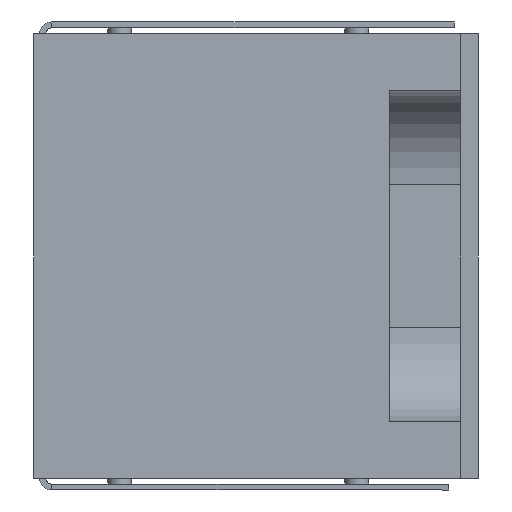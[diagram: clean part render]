
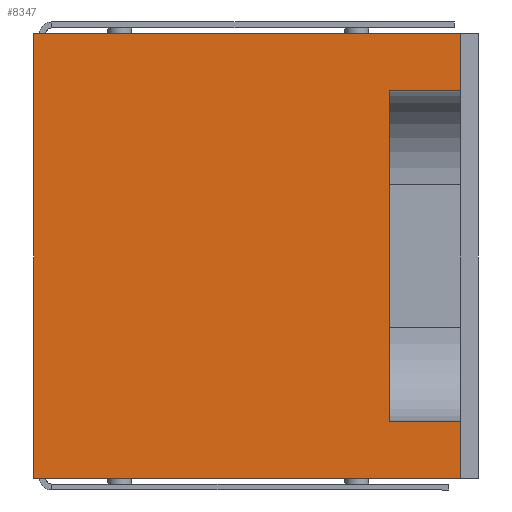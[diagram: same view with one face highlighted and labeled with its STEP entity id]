
A CAD part, left-side view. The second image highlights one B-rep face of the part: STEP entity #8347.
In plain terms, the highlighted planar face has unit normal (-1, 0, 0).
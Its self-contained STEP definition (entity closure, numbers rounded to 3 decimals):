
#771=PLANE('',#8941);
#1258=FACE_OUTER_BOUND('',#1764,.T.);
#1764=EDGE_LOOP('',(#7335,#7336,#7337,#7338,#7339,#7340,#7341,#7342));
#2207=LINE('',#24727,#2704);
#2211=LINE('',#24734,#2708);
#2212=LINE('',#24736,#2709);
#2213=LINE('',#24739,#2710);
#2217=LINE('',#24746,#2714);
#2234=LINE('',#35078,#2731);
#2253=LINE('',#35147,#2750);
#2254=LINE('',#35148,#2751);
#2704=VECTOR('',#10315,10.);
#2708=VECTOR('',#10321,10.);
#2709=VECTOR('',#10324,10.);
#2710=VECTOR('',#10327,10.);
#2714=VECTOR('',#10331,10.);
#2731=VECTOR('',#10458,10.);
#2750=VECTOR('',#10533,10.);
#2751=VECTOR('',#10534,10.);
#3620=VERTEX_POINT('',#24724);
#3621=VERTEX_POINT('',#24726);
#3622=VERTEX_POINT('',#24730);
#3623=VERTEX_POINT('',#24732);
#3624=VERTEX_POINT('',#24738);
#3627=VERTEX_POINT('',#24744);
#3655=VERTEX_POINT('',#35077);
#3677=VERTEX_POINT('',#35146);
#4775=EDGE_CURVE('',#3621,#3620,#2207,.T.);
#4779=EDGE_CURVE('',#3622,#3623,#2211,.T.);
#4780=EDGE_CURVE('',#3623,#3621,#2212,.T.);
#4781=EDGE_CURVE('',#3624,#3622,#2213,.T.);
#4785=EDGE_CURVE('',#3620,#3627,#2217,.T.);
#4878=EDGE_CURVE('',#3624,#3655,#2234,.T.);
#4913=EDGE_CURVE('',#3677,#3627,#2253,.T.);
#4914=EDGE_CURVE('',#3655,#3677,#2254,.T.);
#7335=ORIENTED_EDGE('',*,*,#4775,.T.);
#7336=ORIENTED_EDGE('',*,*,#4785,.T.);
#7337=ORIENTED_EDGE('',*,*,#4913,.F.);
#7338=ORIENTED_EDGE('',*,*,#4914,.F.);
#7339=ORIENTED_EDGE('',*,*,#4878,.F.);
#7340=ORIENTED_EDGE('',*,*,#4781,.T.);
#7341=ORIENTED_EDGE('',*,*,#4779,.T.);
#7342=ORIENTED_EDGE('',*,*,#4780,.T.);
#8347=ADVANCED_FACE('',(#1258),#771,.T.);
#8941=AXIS2_PLACEMENT_3D('',#35145,#10531,#10532);
#10315=DIRECTION('',(0.,-1.,0.));
#10321=DIRECTION('',(0.,1.,0.));
#10324=DIRECTION('',(0.,0.,1.));
#10327=DIRECTION('',(0.,0.,1.));
#10331=DIRECTION('',(0.,0.,1.));
#10458=DIRECTION('',(0.,1.,0.));
#10531=DIRECTION('center_axis',(-1.,0.,0.));
#10532=DIRECTION('ref_axis',(0.,-1.,0.));
#10533=DIRECTION('',(0.,-1.,0.));
#10534=DIRECTION('',(0.,0.,1.));
#24724=CARTESIAN_POINT('',(-95.5,-34.5,28.));
#24726=CARTESIAN_POINT('',(-95.5,-22.5,28.));
#24727=CARTESIAN_POINT('',(-95.5,1.5,28.));
#24730=CARTESIAN_POINT('',(-95.5,-34.5,-28.));
#24732=CARTESIAN_POINT('',(-95.5,-22.5,-28.));
#24734=CARTESIAN_POINT('',(-95.5,1.5,-28.));
#24736=CARTESIAN_POINT('',(-95.5,-22.5,0.));
#24738=CARTESIAN_POINT('',(-95.5,-34.5,-37.5));
#24739=CARTESIAN_POINT('',(-95.5,-34.5,0.));
#24744=CARTESIAN_POINT('',(-95.5,-34.5,37.5));
#24746=CARTESIAN_POINT('',(-95.5,-34.5,0.));
#35077=CARTESIAN_POINT('',(-95.5,37.5,-37.5));
#35078=CARTESIAN_POINT('',(-95.5,-37.5,-37.5));
#35145=CARTESIAN_POINT('Origin',(-95.5,37.5,0.));
#35146=CARTESIAN_POINT('',(-95.5,37.5,37.5));
#35147=CARTESIAN_POINT('',(-95.5,-37.5,37.5));
#35148=CARTESIAN_POINT('',(-95.5,37.5,0.));
